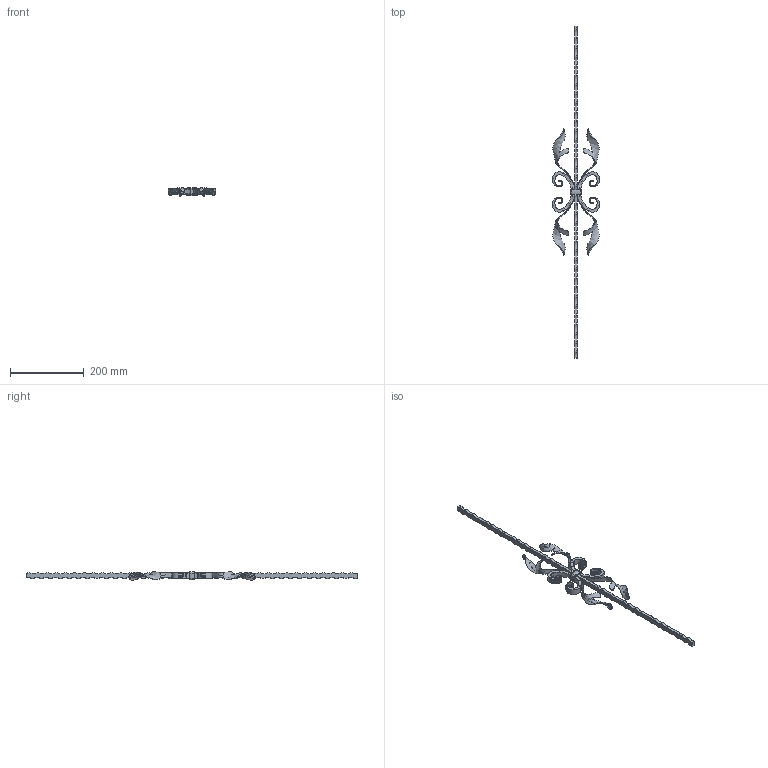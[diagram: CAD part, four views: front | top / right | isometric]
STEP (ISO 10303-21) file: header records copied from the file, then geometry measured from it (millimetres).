
FILE_DESCRIPTION (( 'STEP AP203' ), '1' );
FILE_NAME ('1615.STEP', '2023-06-13T10:55:51', ( '' ), ( '' ), 'SwSTEP 2.0', 'SolidWorks 2018', '' );
FILE_SCHEMA (( 'CONFIG_CONTROL_DESIGN' ));
Length unit declared in the file: millimetre
Products named in the file (4): 1615; 1615 Teil2; 1615 Teil1_1615 Teil1; 1615 Teil3_1615 Teil3
Assembly tree (4 placements, depth 2):
  1615
    1615 Teil1_1615 Teil1
    1615 Teil2  x2
    1615 Teil3_1615 Teil3
Bounding box: 128.06 x 900 x 23.47 mm (x, y, z)
Volume: 179864.9 mm3; surface area: 95220.2 mm2
Topology: 4 solids, 4 shells, 1097 faces, 2714 edges, 1644 vertices
Faces by surface type: cylinder 319, bspline 309, plane 285, torus 184
Entity records: 47209 total; most frequent: CARTESIAN_POINT 26705, ORIENTED_EDGE 4584, DIRECTION 3495, EDGE_CURVE 2292, VERTEX_POINT 1372, AXIS2_PLACEMENT_3D 1236, VECTOR 1023, LINE 1023
